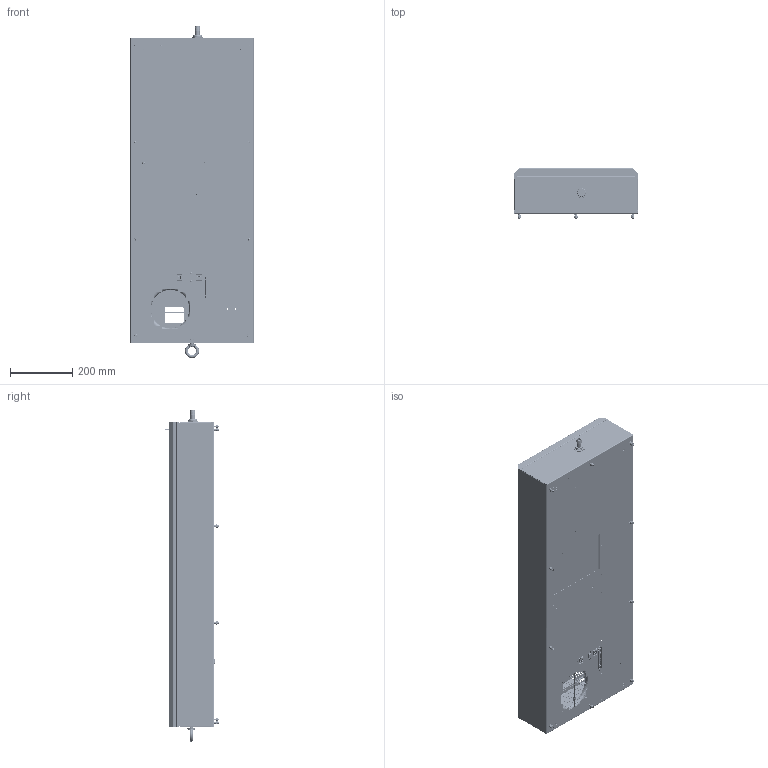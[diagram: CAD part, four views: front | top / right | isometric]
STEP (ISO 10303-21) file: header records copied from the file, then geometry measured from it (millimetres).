
FILE_DESCRIPTION((''),'2;1');
FILE_NAME('ASM0001_ASM_ASM','2013-05-10T',('carlc'),(''),'PRO/ENGINEER BY PARAMETRIC TECHNOLOGY CORPORATION, 2010040','PRO/ENGINEER BY PARAMETRIC TECHNOLOGY CORPORATION, 2010040','');
FILE_SCHEMA(('CONFIG_CONTROL_DESIGN'));
Products named in the file (28): KG4271R_CABINET_1; POPNUT_M4_HEX_OPEN_A2_1; POPNUT_M6_HEX_CLOSED_A2_1; FH4-M4-10_1; INLET_RING_175_180_190_EBM_1; DRAIN_BUSH_1; DRAIN_BUSH_PIPE_FITTING_1; DRAIN_BUSH_NUT_1; SCREW_DIN_7985-M4X20-A2_1; LIFTING_HOOK_M10X17_DIN580_1; KG4271R_CABINET_ASSY_ASM_1_ASM_ASM; KG4271R_COVER_1; KG4271R_COVER_ASSY_ASM_1_ASM_ASM; KG427X_CONNECTOR_BRACKET_1; WAGO_723-609_019-000_1; AMP_100575-1_1; AMP_216811-1_1; 9_POLE_D_SUB_RECEPTICLE_1; 4_POLE_WAGO_261_2OFF_1; KG427X_CONNECTOR_ASS_ASM_1_ASM_ASM; SET_SCREW_M6X25_1; LOCKNUT_DIN_985_M6-A2_1; LOCKNUT_DIN_985_M4X0_7-A2_1; SCREW_DIM_7985-M3X10_STEEL_1; SCREW_DIN_7985-M4X12_Z_PL_1; SCREW_DIN_965-M4X8-4_8_1; M4_X_9_5_120_CSINK_AL_ST_1; ASM0001_ASM_ASM
Assembly tree (83 placements, depth 3):
  ASM0001_ASM_ASM
    KG4271R_CABINET_ASSY_ASM_1_ASM_ASM
      KG4271R_CABINET_1
      POPNUT_M4_HEX_OPEN_A2_1
      POPNUT_M6_HEX_CLOSED_A2_1  x16
      FH4-M4-10_1  x4
      INLET_RING_175_180_190_EBM_1
      DRAIN_BUSH_1
      DRAIN_BUSH_PIPE_FITTING_1
      DRAIN_BUSH_NUT_1
      SCREW_DIN_7985-M4X20-A2_1
      LIFTING_HOOK_M10X17_DIN580_1
    KG4271R_COVER_ASSY_ASM_1_ASM_ASM
      KG4271R_COVER_1
    KG427X_CONNECTOR_ASS_ASM_1_ASM_ASM
      KG427X_CONNECTOR_BRACKET_1
      WAGO_723-609_019-000_1
      AMP_100575-1_1  x2
      AMP_216811-1_1  x2
      9_POLE_D_SUB_RECEPTICLE_1
      4_POLE_WAGO_261_2OFF_1
    SET_SCREW_M6X25_1  x18
    LOCKNUT_DIN_985_M6-A2_1  x10
    LOCKNUT_DIN_985_M4X0_7-A2_1  x4
    SCREW_DIM_7985-M3X10_STEEL_1  x2
    SCREW_DIN_7985-M4X12_Z_PL_1
    SCREW_DIN_965-M4X8-4_8_1  x6
    M4_X_9_5_120_CSINK_AL_ST_1  x2
Bounding box: 395 x 172.1 x 1064.8 mm (x, y, z)
Volume: 1283253.2 mm3; surface area: 2497419.4 mm2
Topology: 78 solids, 1190 shells, 5806 faces, 18971 edges, 14475 vertices
Faces by surface type: plane 3183, cylinder 2020, cone 412, torus 140, bspline 43, sphere 8
Entity records: 142760 total; most frequent: CARTESIAN_POINT 32771, DIRECTION 22222, ORIENTED_EDGE 20852, EDGE_CURVE 12031, VERTEX_POINT 8985, VECTOR 7552, LINE 7552, AXIS2_PLACEMENT_3D 7335
